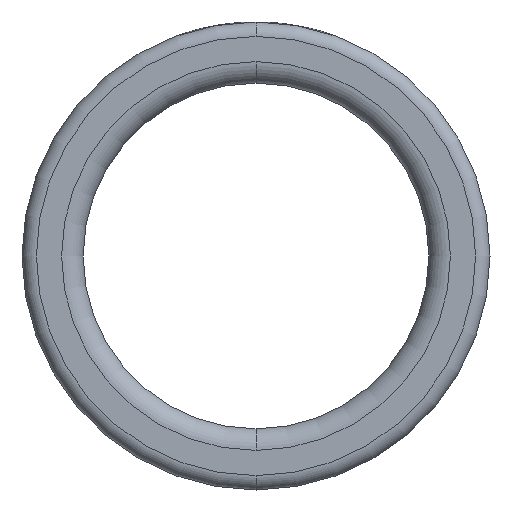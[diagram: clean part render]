
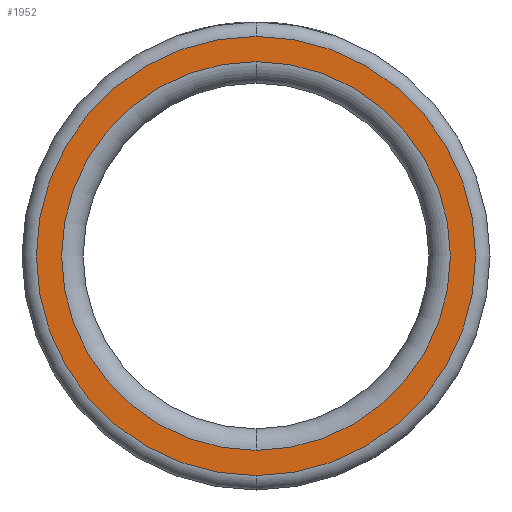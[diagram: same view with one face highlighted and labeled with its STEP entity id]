
A CAD part, front view. The second image highlights one B-rep face of the part: STEP entity #1952.
In plain terms, the highlighted planar face has unit normal (0, -1, 0).
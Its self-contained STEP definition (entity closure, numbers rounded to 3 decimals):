
#15 = CIRCLE ( 'NONE', #1380, 30.5 ) ;
#182 = ORIENTED_EDGE ( 'NONE', *, *, #1170, .T. ) ;
#313 = CARTESIAN_POINT ( 'NONE',  ( 0., -107.5, -30.5 ) ) ;
#373 = EDGE_CURVE ( 'NONE', #577, #1800, #15, .T. ) ;
#383 = CIRCLE ( 'NONE', #2032, 27. ) ;
#424 = CARTESIAN_POINT ( 'NONE',  ( 0., -107.5, 30.5 ) ) ;
#477 = DIRECTION ( 'NONE',  ( 0., -1., 0. ) ) ;
#479 = FACE_OUTER_BOUND ( 'NONE', #1089, .T. ) ;
#485 = PLANE ( 'NONE',  #1715 ) ;
#506 = DIRECTION ( 'NONE',  ( 0., 0., -1. ) ) ;
#524 = DIRECTION ( 'NONE',  ( 0., -1., 0. ) ) ;
#536 = CIRCLE ( 'NONE', #1688, 30.5 ) ;
#577 = VERTEX_POINT ( 'NONE', #424 ) ;
#589 = EDGE_LOOP ( 'NONE', ( #1634, #1988 ) ) ;
#699 = VERTEX_POINT ( 'NONE', #736 ) ;
#736 = CARTESIAN_POINT ( 'NONE',  ( 0., -107.5, 27. ) ) ;
#849 = DIRECTION ( 'NONE',  ( 0., 0., -1. ) ) ;
#859 = EDGE_CURVE ( 'NONE', #699, #1342, #383, .T. ) ;
#876 = CARTESIAN_POINT ( 'NONE',  ( 0., -107.5, 0. ) ) ;
#933 = AXIS2_PLACEMENT_3D ( 'NONE', #1878, #477, #506 ) ;
#938 = CARTESIAN_POINT ( 'NONE',  ( 0., -107.5, -27. ) ) ;
#1057 = DIRECTION ( 'NONE',  ( 0., -1., 0. ) ) ;
#1088 = CIRCLE ( 'NONE', #933, 27. ) ;
#1089 = EDGE_LOOP ( 'NONE', ( #182, #1535 ) ) ;
#1131 = FACE_BOUND ( 'NONE', #589, .T. ) ;
#1170 = EDGE_CURVE ( 'NONE', #1800, #577, #536, .T. ) ;
#1342 = VERTEX_POINT ( 'NONE', #938 ) ;
#1380 = AXIS2_PLACEMENT_3D ( 'NONE', #2243, #1057, #849 ) ;
#1535 = ORIENTED_EDGE ( 'NONE', *, *, #373, .T. ) ;
#1634 = ORIENTED_EDGE ( 'NONE', *, *, #1981, .F. ) ;
#1678 = DIRECTION ( 'NONE',  ( 0., 0., -1. ) ) ;
#1682 = DIRECTION ( 'NONE',  ( 0., 0., -1. ) ) ;
#1688 = AXIS2_PLACEMENT_3D ( 'NONE', #1695, #524, #1884 ) ;
#1695 = CARTESIAN_POINT ( 'NONE',  ( 0., -107.5, 0. ) ) ;
#1715 = AXIS2_PLACEMENT_3D ( 'NONE', #2283, #2471, #1678 ) ;
#1800 = VERTEX_POINT ( 'NONE', #313 ) ;
#1878 = CARTESIAN_POINT ( 'NONE',  ( 0., -107.5, 0. ) ) ;
#1884 = DIRECTION ( 'NONE',  ( 0., 0., -1. ) ) ;
#1952 = ADVANCED_FACE ( 'NONE', ( #479, #1131 ), #485, .T. ) ;
#1981 = EDGE_CURVE ( 'NONE', #1342, #699, #1088, .T. ) ;
#1988 = ORIENTED_EDGE ( 'NONE', *, *, #859, .F. ) ;
#2032 = AXIS2_PLACEMENT_3D ( 'NONE', #876, #2255, #1682 ) ;
#2243 = CARTESIAN_POINT ( 'NONE',  ( 0., -107.5, 0. ) ) ;
#2255 = DIRECTION ( 'NONE',  ( 0., -1., 0. ) ) ;
#2283 = CARTESIAN_POINT ( 'NONE',  ( 27., -107.5, 0. ) ) ;
#2471 = DIRECTION ( 'NONE',  ( 0., -1., 0. ) ) ;
